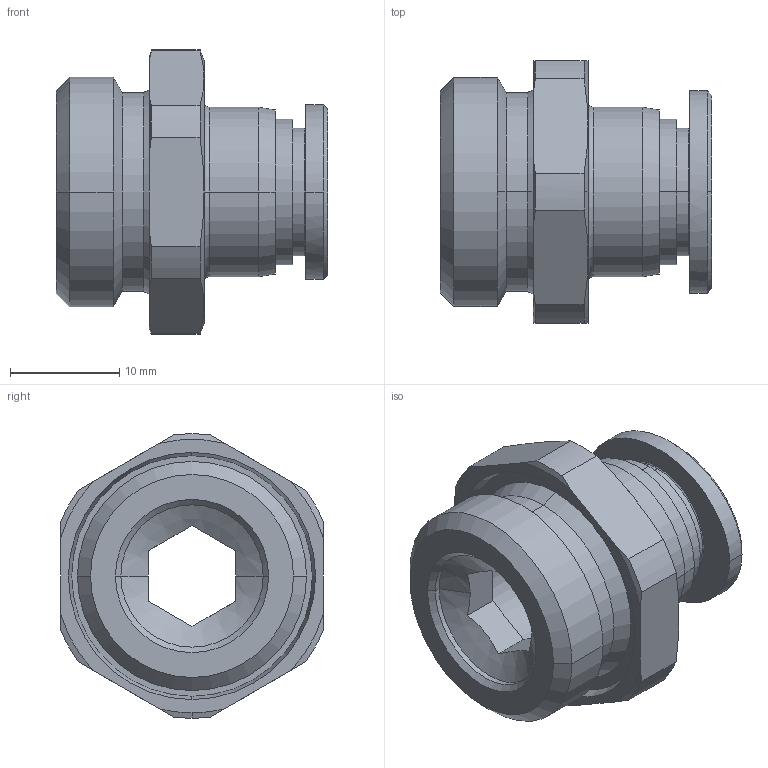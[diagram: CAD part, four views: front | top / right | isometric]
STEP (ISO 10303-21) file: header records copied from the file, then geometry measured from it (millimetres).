
FILE_DESCRIPTION (( 'STEP AP214' ), '1' );
FILE_NAME ('PC10-G04.stp', '2015-10-22T13:59:12', ( '' ), ( '' ), 'SwSTEP 2.0', 'SolidWorks 2015', '' );
FILE_SCHEMA (( 'AUTOMOTIVE_DESIGN' ));
Length unit declared in the file: millimetre
Products named in the file (2): PC10-G04; ｦ+ﾃｦ1
Assembly tree (1 placements, depth 2):
  PC10-G04
    ｦ+ﾃｦ1
Bounding box: 24.8 x 24 x 26 mm (x, y, z)
Volume: 4998.1 mm3; surface area: 3456.3 mm2
Topology: 1 solids, 1 shells, 463 faces, 1304 edges, 861 vertices
Faces by surface type: plane 397, cone 32, cylinder 23, bspline 9, torus 2
Entity records: 16184 total; most frequent: CARTESIAN_POINT 3474, ORIENTED_EDGE 2608, DIRECTION 2251, EDGE_CURVE 1304, VECTOR 1169, LINE 1169, VERTEX_POINT 861, AXIS2_PLACEMENT_3D 541
